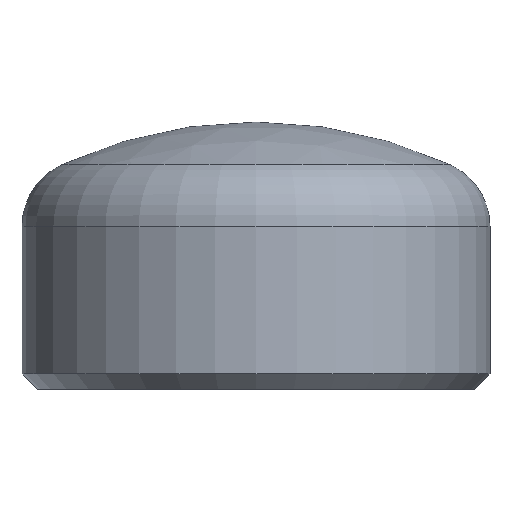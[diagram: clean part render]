
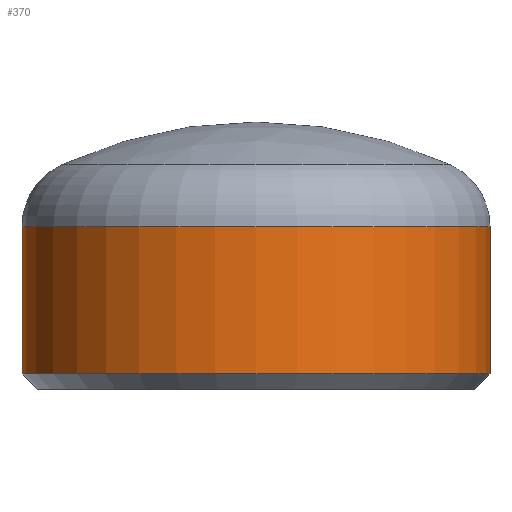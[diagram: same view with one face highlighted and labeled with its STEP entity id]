
A CAD part, top view. The second image highlights one B-rep face of the part: STEP entity #370.
In plain terms, the highlighted cylindrical face has radius 44.45 mm (diameter 88.9 mm), a partial arc.
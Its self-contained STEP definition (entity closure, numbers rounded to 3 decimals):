
#19 = CARTESIAN_POINT ( 'NONE',  ( -44.45, 30.887, 0. ) ) ;
#20 = FACE_OUTER_BOUND ( 'NONE', #160, .T. ) ;
#29 = DIRECTION ( 'NONE',  ( 0., 1., 0. ) ) ;
#38 = CIRCLE ( 'NONE', #383, 44.45 ) ;
#43 = DIRECTION ( 'NONE',  ( -1., 0., 0. ) ) ;
#45 = EDGE_CURVE ( 'NONE', #54, #333, #38, .T. ) ;
#54 = VERTEX_POINT ( 'NONE', #313 ) ;
#78 = CARTESIAN_POINT ( 'NONE',  ( 44.45, 2.95, 0. ) ) ;
#89 = DIRECTION ( 'NONE',  ( 0., 1., 0. ) ) ;
#101 = ORIENTED_EDGE ( 'NONE', *, *, #334, .F. ) ;
#107 = CARTESIAN_POINT ( 'NONE',  ( 0., 2.95, 0. ) ) ;
#121 = EDGE_CURVE ( 'NONE', #129, #377, #273, .T. ) ;
#124 = CARTESIAN_POINT ( 'NONE',  ( 44.45, 30.887, 0. ) ) ;
#125 = ORIENTED_EDGE ( 'NONE', *, *, #45, .T. ) ;
#129 = VERTEX_POINT ( 'NONE', #19 ) ;
#160 = EDGE_LOOP ( 'NONE', ( #125, #373, #324, #101 ) ) ;
#204 = CARTESIAN_POINT ( 'NONE',  ( 0., 30.887, 0. ) ) ;
#214 = CARTESIAN_POINT ( 'NONE',  ( -44.45, 2817.965, 0. ) ) ;
#219 = AXIS2_PLACEMENT_3D ( 'NONE', #204, #29, #280 ) ;
#224 = LINE ( 'NONE', #214, #253 ) ;
#235 = CARTESIAN_POINT ( 'NONE',  ( 0., 2817.965, 0. ) ) ;
#253 = VECTOR ( 'NONE', #361, 1000. ) ;
#265 = AXIS2_PLACEMENT_3D ( 'NONE', #235, #89, #43 ) ;
#267 = DIRECTION ( 'NONE',  ( 0., 1., 0. ) ) ;
#273 = CIRCLE ( 'NONE', #219, 44.45 ) ;
#280 = DIRECTION ( 'NONE',  ( -1., 0., 0. ) ) ;
#303 = LINE ( 'NONE', #331, #328 ) ;
#311 = DIRECTION ( 'NONE',  ( 0., 1., 0. ) ) ;
#313 = CARTESIAN_POINT ( 'NONE',  ( -44.45, 2.95, 0. ) ) ;
#324 = ORIENTED_EDGE ( 'NONE', *, *, #121, .F. ) ;
#328 = VECTOR ( 'NONE', #267, 1000. ) ;
#331 = CARTESIAN_POINT ( 'NONE',  ( 44.45, 2817.965, 0. ) ) ;
#333 = VERTEX_POINT ( 'NONE', #78 ) ;
#334 = EDGE_CURVE ( 'NONE', #54, #129, #224, .T. ) ;
#342 = DIRECTION ( 'NONE',  ( 1., 0., 0. ) ) ;
#361 = DIRECTION ( 'NONE',  ( 0., 1., 0. ) ) ;
#367 = CYLINDRICAL_SURFACE ( 'NONE', #265, 44.45 ) ;
#370 = ADVANCED_FACE ( 'NONE', ( #20 ), #367, .T. ) ;
#373 = ORIENTED_EDGE ( 'NONE', *, *, #398, .T. ) ;
#377 = VERTEX_POINT ( 'NONE', #124 ) ;
#383 = AXIS2_PLACEMENT_3D ( 'NONE', #107, #311, #342 ) ;
#398 = EDGE_CURVE ( 'NONE', #333, #377, #303, .T. ) ;
